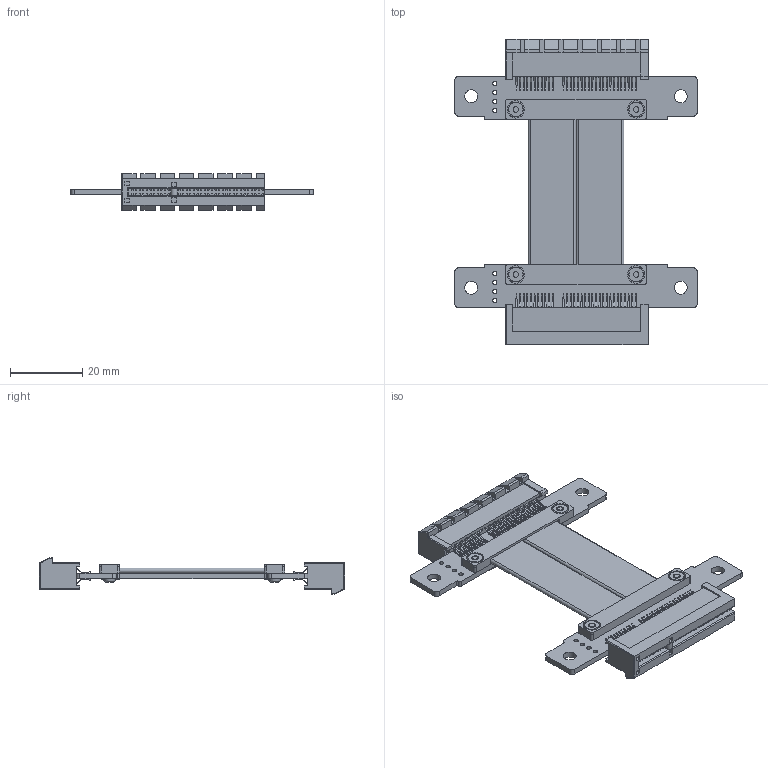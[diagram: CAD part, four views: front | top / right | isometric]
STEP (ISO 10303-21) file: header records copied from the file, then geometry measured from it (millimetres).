
FILE_DESCRIPTION(('Open CASCADE Model'),'2;1');
FILE_NAME('Open CASCADE Shape Model','2019-09-17T20:00:38',('Author'),( 'Open CASCADE'),'Open CASCADE STEP processor 6.8','Open CASCADE 6.8' ,'Unknown');
FILE_SCHEMA(('AUTOMOTIVE_DESIGN { 1 0 10303 214 1 1 1 1 }'));
Length unit declared in the file: millimetre
Products named in the file (12): PCB; Board; Open CASCADE STEP translator 6.8 5.1.1; Open CASCADE STEP translator 6.8 5.2; AAA-PCI-4×_3D_RGB4404530; Free-Models; Hexagon_nut_ISO_4032_(DIN_934)_-_M2_RGB9411503; G0033_RGB9411503; Tape28x5_RGB0; RP22S-PAD; cable20-43
Assembly tree (21 placements, depth 3):
  PCB
    Board
      Open CASCADE STEP translator 6.8 5.1.1
    Open CASCADE STEP translator 6.8 5.2
      AAA-PCI-4×_3D_RGB4404530
    (unnamed)
      AAA-PCI-4×_3D_RGB4404530
    Free-Models
      Hexagon_nut_ISO_4032_(DIN_934)_-_M2_RGB9411503  x4
      G0033_RGB9411503  x4
      Tape28x5_RGB0  x2
      RP22S-PAD  x2
      cable20-43  x2
Bounding box: 67.06 x 84.46 x 10.22 mm (x, y, z)
Volume: 9150.5 mm3; surface area: 17056.9 mm2
Topology: 97 solids, 97 shells, 6818 faces, 16716 edges, 10256 vertices
Faces by surface type: plane 3540, cylinder 2270, bspline 792, torus 160, cone 48, revolution 8
Full cylindrical faces by diameter (mm): 0.6 x80, 1.2 x8, 2.2 x6, 2.216 x2, 3.6 x4, 4.8 x4
Entity records: 131351 total; most frequent: CARTESIAN_POINT 25288, ORIENTED_EDGE 16884, DIRECTION 14988, EDGE_CURVE 8442, LINE 5754, VECTOR 5754, VERTEX_POINT 5188, AXIS2_PLACEMENT_3D 4616
